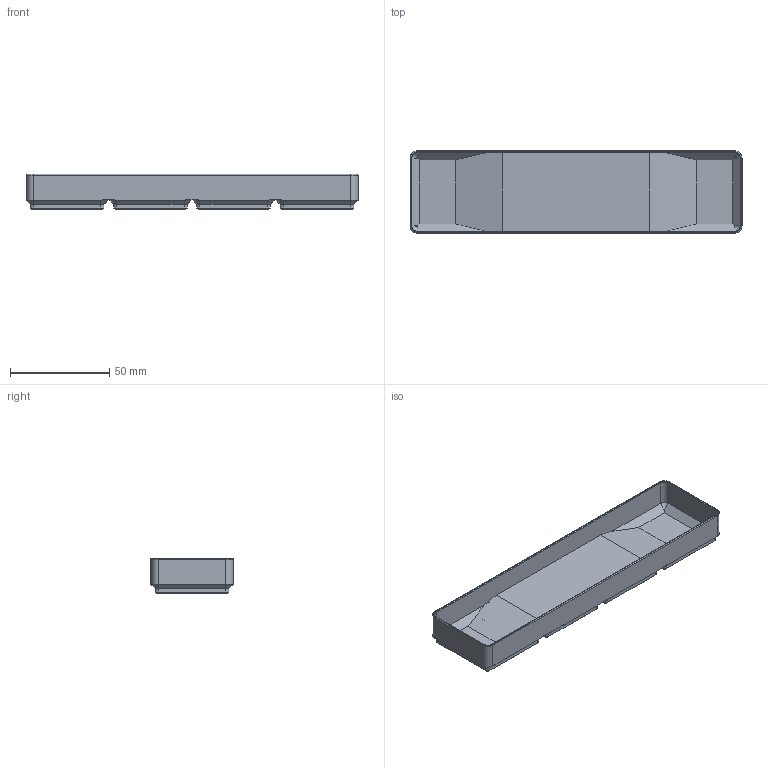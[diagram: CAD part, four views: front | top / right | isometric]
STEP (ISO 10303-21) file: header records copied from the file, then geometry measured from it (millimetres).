
FILE_DESCRIPTION(/* description */ ('STEP AP242','CAx-IF Rec.Pracs.---Representation and Presentation of Product Manufacturing Information (PMI)---4.0---2014-10-13','CAx-IF Rec.Pracs.---3D Tessellated Geometry---0.4---2014-09-14','2;1'),/* implementation_level */ '2;1');
FILE_NAME(/* name */ '64c193c81eba220bcaa392ad',/* time_stamp */ '2023-07-26T21:44:40Z',/* author */ (''),/* organization */ (''),/* preprocessor_version */ 'ST-DEVELOPER v19.4',/* originating_system */ ' ',/* authorisation */ ' ');
FILE_SCHEMA (('AP242_MANAGED_MODEL_BASED_3D_ENGINEERING_MIM_LF { 1 0 10303 442 1 1 4 }'));
Length unit declared in the file: metre
Products named in the file (1): Box
Bounding box: 167.5 x 41.5 x 17.8 mm (x, y, z)
Volume: 30562.9 mm3; surface area: 27045.5 mm2
Topology: 1 solids, 1 shells, 258 faces, 601 edges, 354 vertices
Faces by surface type: plane 158, cylinder 52, cone 40, torus 8
Full cylindrical faces by diameter (mm): 3 x8, 6.4 x12
Entity records: 6927 total; most frequent: DIRECTION 1251, CARTESIAN_POINT 1186, ORIENTED_EDGE 1114, EDGE_CURVE 557, AXIS2_PLACEMENT_3D 447, LINE 357, VECTOR 357, VERTEX_POINT 334
